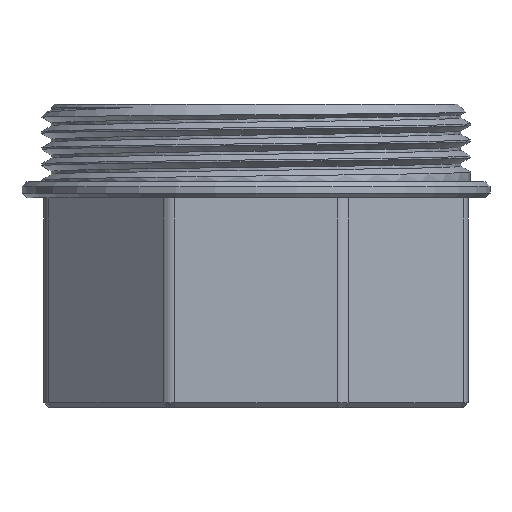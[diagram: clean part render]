
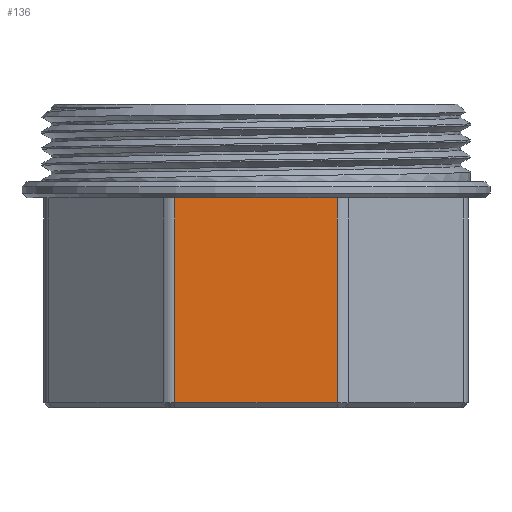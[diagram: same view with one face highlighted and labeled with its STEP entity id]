
A CAD part, left-side view. The second image highlights one B-rep face of the part: STEP entity #136.
In plain terms, the highlighted planar face has unit normal (-1, 0, 0).
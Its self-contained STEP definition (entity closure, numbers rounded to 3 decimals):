
#62=PLANE('',#1068);
#136=ADVANCED_FACE('',(#212),#62,.T.);
#212=FACE_OUTER_BOUND('',#270,.T.);
#270=EDGE_LOOP('',(#535,#536,#537,#538));
#370=LINE('',#2150,#432);
#378=LINE('',#2183,#440);
#379=LINE('',#2185,#441);
#380=LINE('',#2187,#442);
#432=VECTOR('',#1197,1.);
#440=VECTOR('',#1223,1.);
#441=VECTOR('',#1224,1.);
#442=VECTOR('',#1225,1.);
#535=ORIENTED_EDGE('',*,*,#894,.T.);
#536=ORIENTED_EDGE('',*,*,#895,.T.);
#537=ORIENTED_EDGE('',*,*,#896,.T.);
#538=ORIENTED_EDGE('',*,*,#878,.T.);
#785=VERTEX_POINT('',#2151);
#786=VERTEX_POINT('',#2152);
#801=VERTEX_POINT('',#2184);
#802=VERTEX_POINT('',#2186);
#878=EDGE_CURVE('',#785,#786,#370,.T.);
#894=EDGE_CURVE('',#786,#801,#378,.T.);
#895=EDGE_CURVE('',#801,#802,#379,.T.);
#896=EDGE_CURVE('',#802,#785,#380,.T.);
#1068=AXIS2_PLACEMENT_3D('',#2188,#1226,#1227);
#1197=DIRECTION('',(0.,1.,0.));
#1223=DIRECTION('',(0.,0.,-1.));
#1224=DIRECTION('',(0.,-1.,0.));
#1225=DIRECTION('',(0.,0.,1.));
#1226=DIRECTION('',(-1.,0.,0.));
#1227=DIRECTION('',(0.,-1.,0.));
#2150=CARTESIAN_POINT('',(-6.57,-2.721,-2.9));
#2151=CARTESIAN_POINT('',(-6.57,-2.514,-2.9));
#2152=CARTESIAN_POINT('',(-6.57,2.514,-2.9));
#2183=CARTESIAN_POINT('',(-6.57,2.514,-2.9));
#2184=CARTESIAN_POINT('',(-6.57,2.514,-9.25));
#2185=CARTESIAN_POINT('',(-6.57,-2.721,-9.25));
#2186=CARTESIAN_POINT('',(-6.57,-2.514,-9.25));
#2187=CARTESIAN_POINT('',(-6.57,-2.514,-2.9));
#2188=CARTESIAN_POINT('',(-6.57,-2.721,-2.9));
